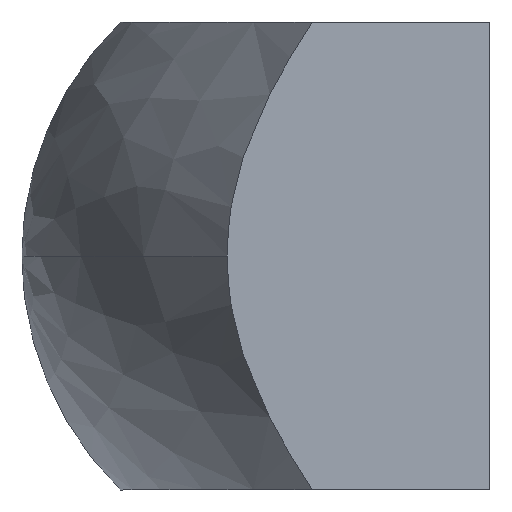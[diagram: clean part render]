
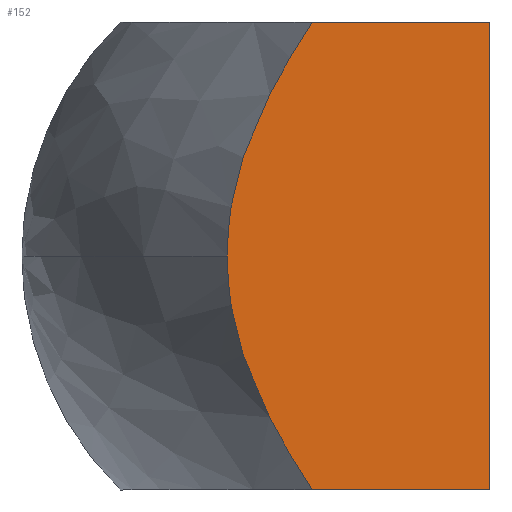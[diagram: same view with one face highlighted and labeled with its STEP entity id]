
A CAD part, left-side view. The second image highlights one B-rep face of the part: STEP entity #152.
In plain terms, the highlighted planar face has unit normal (-1, 0, 0).
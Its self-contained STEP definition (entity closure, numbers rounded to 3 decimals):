
#15 = VERTEX_POINT ( 'NONE', #290 ) ;
#19 = VERTEX_POINT ( 'NONE', #219 ) ;
#25 = CARTESIAN_POINT ( 'NONE',  ( -62.5, 27.794, -4.501 ) ) ;
#27 = AXIS2_PLACEMENT_3D ( 'NONE', #73, #65, #282 ) ;
#34 = CARTESIAN_POINT ( 'NONE',  ( -62.5, 28.062, 1.135 ) ) ;
#35 = CARTESIAN_POINT ( 'NONE',  ( -62.5, 23.564, 17.266 ) ) ;
#36 = VECTOR ( 'NONE', #260, 1000. ) ;
#48 = EDGE_CURVE ( 'NONE', #19, #240, #194, .T. ) ;
#61 = EDGE_CURVE ( 'NONE', #387, #19, #279, .T. ) ;
#62 = CARTESIAN_POINT ( 'NONE',  ( -62.5, 27.178, -7.814 ) ) ;
#65 = DIRECTION ( 'NONE',  ( 1., 0., 0. ) ) ;
#73 = CARTESIAN_POINT ( 'NONE',  ( -62.5, 67.315, 25. ) ) ;
#74 = ORIENTED_EDGE ( 'NONE', *, *, #155, .F. ) ;
#100 = CARTESIAN_POINT ( 'NONE',  ( -62.5, 26.894, -8.906 ) ) ;
#101 = B_SPLINE_CURVE_WITH_KNOTS ( 'NONE', 3,
 ( #188, #107, #293, #35, #261, #265, #371, #195, #331, #220, #470, #257, #34, #465 ),
 .UNSPECIFIED., .F., .F.,
 ( 4, 2, 2, 2, 2, 2, 4 ),
 ( 0., 0.007, 0.013, 0.017, 0.02, 0.024, 0.027 ),
 .UNSPECIFIED. ) ;
#107 = CARTESIAN_POINT ( 'NONE',  ( -62.5, 20.219, 23.108 ) ) ;
#115 = CARTESIAN_POINT ( 'NONE',  ( -62.5, 28.062, 0. ) ) ;
#136 = VECTOR ( 'NONE', #149, 1000. ) ;
#140 = CARTESIAN_POINT ( 'NONE',  ( -62.5, 25.834, -12.136 ) ) ;
#143 = B_SPLINE_CURVE_WITH_KNOTS ( 'NONE', 3,
 ( #357, #249, #426, #177, #389, #140, #354, #100, #62, #280, #25, #247, #458, #210 ),
 .UNSPECIFIED., .F., .F.,
 ( 4, 2, 2, 2, 2, 2, 4 ),
 ( 0., 0.007, 0.013, 0.017, 0.02, 0.024, 0.027 ),
 .UNSPECIFIED. ) ;
#149 = DIRECTION ( 'NONE',  ( 0., 0., 1. ) ) ;
#152 = ADVANCED_FACE ( 'NONE', ( #281 ), #253, .F. ) ;
#155 = EDGE_CURVE ( 'NONE', #387, #466, #143, .T. ) ;
#177 = CARTESIAN_POINT ( 'NONE',  ( -62.5, 23.564, -17.266 ) ) ;
#186 = CARTESIAN_POINT ( 'NONE',  ( -62.5, 0., 25. ) ) ;
#188 = CARTESIAN_POINT ( 'NONE',  ( -62.5, 18.993, 25. ) ) ;
#194 = LINE ( 'NONE', #186, #136 ) ;
#195 = CARTESIAN_POINT ( 'NONE',  ( -62.5, 26.894, 8.906 ) ) ;
#201 = EDGE_CURVE ( 'NONE', #15, #240, #382, .T. ) ;
#202 = CARTESIAN_POINT ( 'NONE',  ( -62.5, 0., 25. ) ) ;
#205 = ORIENTED_EDGE ( 'NONE', *, *, #48, .T. ) ;
#209 = DIRECTION ( 'NONE',  ( 0., -1., 0. ) ) ;
#210 = CARTESIAN_POINT ( 'NONE',  ( -62.5, 28.062, 0. ) ) ;
#211 = CARTESIAN_POINT ( 'NONE',  ( -62.5, 67.315, 25. ) ) ;
#219 = CARTESIAN_POINT ( 'NONE',  ( -62.5, 0., -25. ) ) ;
#220 = CARTESIAN_POINT ( 'NONE',  ( -62.5, 27.627, 5.611 ) ) ;
#240 = VERTEX_POINT ( 'NONE', #202 ) ;
#247 = CARTESIAN_POINT ( 'NONE',  ( -62.5, 28.011, -2.263 ) ) ;
#249 = CARTESIAN_POINT ( 'NONE',  ( -62.5, 20.219, -23.108 ) ) ;
#253 = PLANE ( 'NONE',  #27 ) ;
#257 = CARTESIAN_POINT ( 'NONE',  ( -62.5, 28.011, 2.263 ) ) ;
#260 = DIRECTION ( 'NONE',  ( 0., -1., 0. ) ) ;
#261 = CARTESIAN_POINT ( 'NONE',  ( -62.5, 24.563, 15.26 ) ) ;
#265 = CARTESIAN_POINT ( 'NONE',  ( -62.5, 25.834, 12.136 ) ) ;
#279 = LINE ( 'NONE', #398, #36 ) ;
#280 = CARTESIAN_POINT ( 'NONE',  ( -62.5, 27.627, -5.611 ) ) ;
#281 = FACE_OUTER_BOUND ( 'NONE', #446, .T. ) ;
#282 = DIRECTION ( 'NONE',  ( 0., 0., -1. ) ) ;
#290 = CARTESIAN_POINT ( 'NONE',  ( -62.5, 18.993, 25. ) ) ;
#292 = CARTESIAN_POINT ( 'NONE',  ( -62.5, 18.993, -25. ) ) ;
#293 = CARTESIAN_POINT ( 'NONE',  ( -62.5, 21.392, 21.191 ) ) ;
#296 = ORIENTED_EDGE ( 'NONE', *, *, #201, .F. ) ;
#304 = ORIENTED_EDGE ( 'NONE', *, *, #61, .T. ) ;
#331 = CARTESIAN_POINT ( 'NONE',  ( -62.5, 27.178, 7.814 ) ) ;
#350 = ORIENTED_EDGE ( 'NONE', *, *, #440, .T. ) ;
#354 = CARTESIAN_POINT ( 'NONE',  ( -62.5, 26.22, -11.075 ) ) ;
#357 = CARTESIAN_POINT ( 'NONE',  ( -62.5, 18.993, -25. ) ) ;
#366 = VECTOR ( 'NONE', #209, 1000. ) ;
#371 = CARTESIAN_POINT ( 'NONE',  ( -62.5, 26.22, 11.075 ) ) ;
#382 = LINE ( 'NONE', #211, #366 ) ;
#387 = VERTEX_POINT ( 'NONE', #292 ) ;
#389 = CARTESIAN_POINT ( 'NONE',  ( -62.5, 24.563, -15.26 ) ) ;
#398 = CARTESIAN_POINT ( 'NONE',  ( -62.5, 67.315, -25. ) ) ;
#426 = CARTESIAN_POINT ( 'NONE',  ( -62.5, 21.392, -21.191 ) ) ;
#440 = EDGE_CURVE ( 'NONE', #15, #466, #101, .T. ) ;
#446 = EDGE_LOOP ( 'NONE', ( #74, #304, #205, #296, #350 ) ) ;
#458 = CARTESIAN_POINT ( 'NONE',  ( -62.5, 28.062, -1.135 ) ) ;
#465 = CARTESIAN_POINT ( 'NONE',  ( -62.5, 28.062, 0. ) ) ;
#466 = VERTEX_POINT ( 'NONE', #115 ) ;
#470 = CARTESIAN_POINT ( 'NONE',  ( -62.5, 27.794, 4.501 ) ) ;
